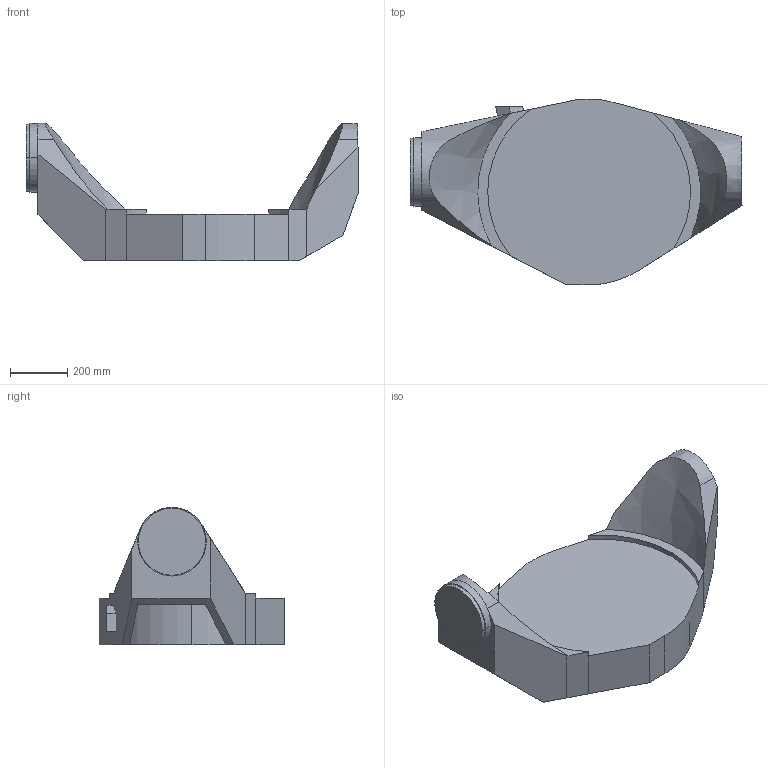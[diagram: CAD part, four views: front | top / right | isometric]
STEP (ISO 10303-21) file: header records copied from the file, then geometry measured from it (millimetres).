
FILE_DESCRIPTION(('FreeCAD Model'),'2;1');
FILE_NAME('Open CASCADE Shape Model','2021-11-13T18:15:29',('Author'),( ''),'Open CASCADE STEP processor 7.4','FreeCAD','Unknown');
FILE_SCHEMA(('CONFIG_CONTROL_DESIGN','SHAPE_APPEARANCE_LAYER_MIM'));
Length unit declared in the file: millimetre
Products named in the file (1): Compound001
Bounding box: 1162 x 650 x 480 mm (x, y, z)
Volume: 71818613.7 mm3; surface area: 2458892.1 mm2
Topology: 1 solids, 1 shells, 82 faces, 223 edges, 149 vertices
Faces by surface type: plane 46, cylinder 20, extrusion 14, cone 2
Entity records: 7030 total; most frequent: CARTESIAN_POINT 2613, DIRECTION 769, VECTOR 498, LINE 484, ORIENTED_EDGE 446, PCURVE 446, DEFINITIONAL_REPRESENTATION 446, EDGE_CURVE 223
